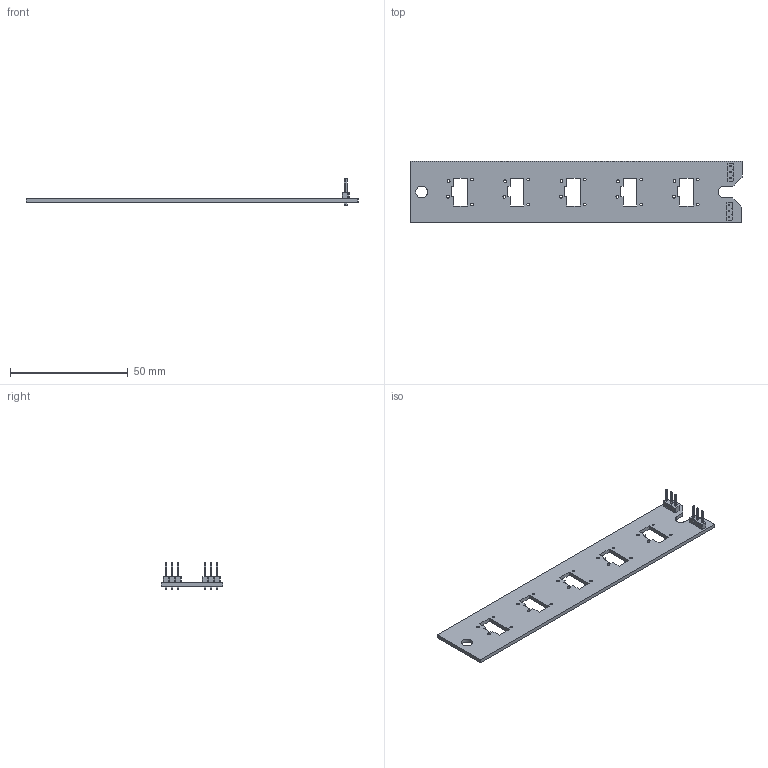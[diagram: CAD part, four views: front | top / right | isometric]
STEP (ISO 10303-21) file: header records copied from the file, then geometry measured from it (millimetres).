
FILE_DESCRIPTION(('KiCad electronic assembly'),'2;1');
FILE_NAME('fret clone.step','2023-11-20T17:50:17',('Pcbnew'),('Kicad'), 'Open CASCADE STEP processor 7.6','KiCad to STEP converter','Unknown' );
FILE_SCHEMA(('AUTOMOTIVE_DESIGN { 1 0 10303 214 1 1 1 1 }'));
Length unit declared in the file: millimetre
Products named in the file (4): fret clone 1; PinHeader_1x03_P2.54mm_Vertical; SOLID; fret clone PCB
Assembly tree (4 placements, depth 3):
  fret clone 1
    PinHeader_1x03_P2.54mm_Vertical  x2
      SOLID
    fret clone PCB
Bounding box: 141.06 x 26 x 11.54 mm (x, y, z)
Volume: 5218.4 mm3; surface area: 7715.7 mm2
Topology: 3 solids, 3 shells, 467 faces, 1299 edges, 850 vertices
Faces by surface type: plane 450, cylinder 17
Full cylindrical faces by diameter (mm): 1 x6, 1.2 x10, 5 x1
Entity records: 27896 total; most frequent: CARTESIAN_POINT 4695, DIRECTION 4149, LINE 3289, VECTOR 3289, ORIENTED_EDGE 2238, PCURVE 2238, DEFINITIONAL_REPRESENTATION 2238, EDGE_CURVE 1119
